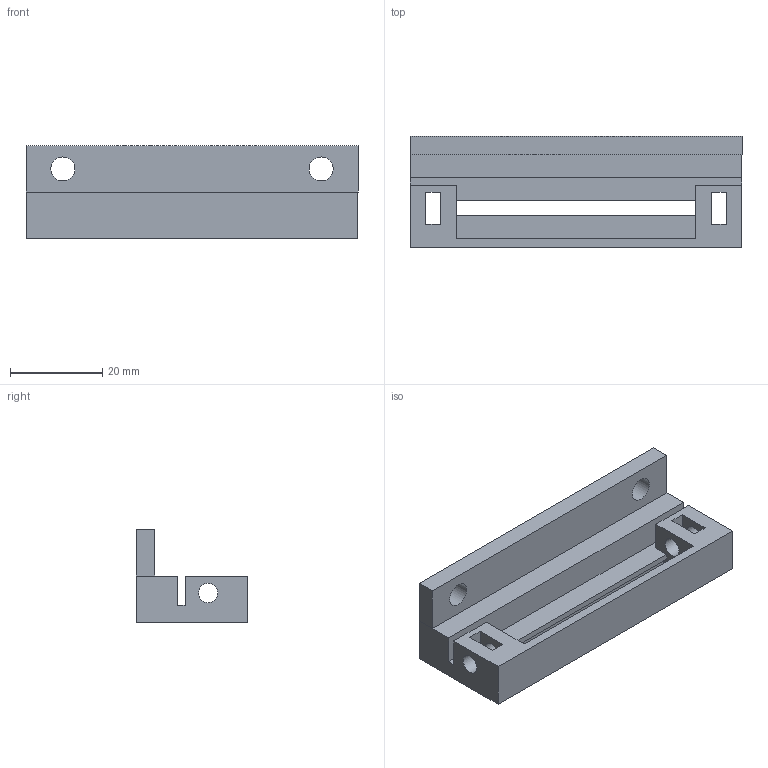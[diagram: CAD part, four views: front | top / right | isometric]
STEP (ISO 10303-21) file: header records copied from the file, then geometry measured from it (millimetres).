
FILE_DESCRIPTION(('FreeCAD Model'),'2;1');
FILE_NAME('BeltTensor.step', '2020-07-29T20:21:34',('Author'),(''), 'Open CASCADE STEP processor 7.3','FreeCAD','Unknown');
FILE_SCHEMA(('AUTOMOTIVE_DESIGN { 1 0 10303 214 1 1 1 1 }'));
Length unit declared in the file: millimetre
Products named in the file (1): Compound001
Bounding box: 72 x 24.2 x 20 mm (x, y, z)
Volume: 14056.6 mm3; surface area: 9058 mm2
Topology: 2 solids, 2 shells, 41 faces, 114 edges, 76 vertices
Faces by surface type: plane 35, cylinder 6
Full cylindrical faces by diameter (mm): 4.2 x4, 5.2 x2
Entity records: 2864 total; most frequent: CARTESIAN_POINT 496, DIRECTION 432, LINE 318, VECTOR 318, ORIENTED_EDGE 228, PCURVE 228, DEFINITIONAL_REPRESENTATION 228, EDGE_CURVE 114
